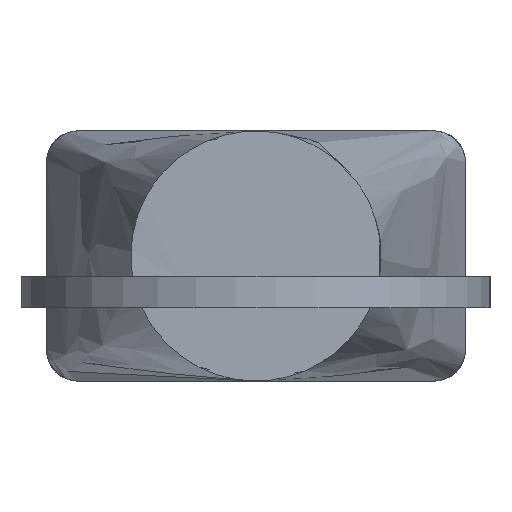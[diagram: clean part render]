
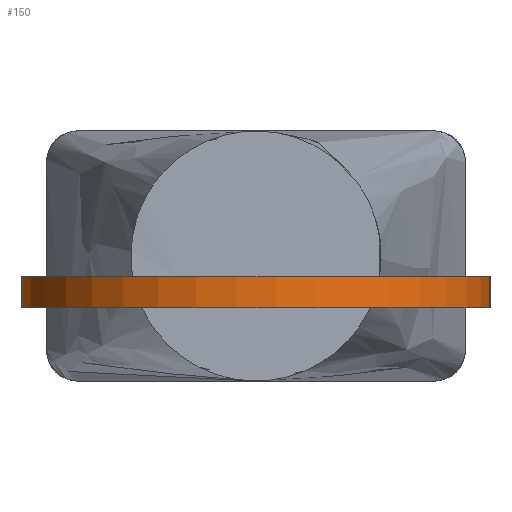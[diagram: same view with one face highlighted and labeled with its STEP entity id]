
A CAD part, left-side view. The second image highlights one B-rep face of the part: STEP entity #150.
In plain terms, the highlighted cylindrical face has radius 3.75 mm (diameter 7.5 mm), a partial arc.
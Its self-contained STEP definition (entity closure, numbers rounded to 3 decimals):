
#150 = ADVANCED_FACE( '', ( #308 ), #309, .T. );
#308 = FACE_OUTER_BOUND( '', #839, .T. );
#309 = CYLINDRICAL_SURFACE( '', #840, 3.75 );
#839 = EDGE_LOOP( '', ( #1251, #1252, #1253, #1254 ) );
#840 = AXIS2_PLACEMENT_3D( '', #1255, #1256, #1257 );
#1251 = ORIENTED_EDGE( '', *, *, #1346, .F. );
#1252 = ORIENTED_EDGE( '', *, *, #1426, .T. );
#1253 = ORIENTED_EDGE( '', *, *, #1389, .T. );
#1254 = ORIENTED_EDGE( '', *, *, #1405, .F. );
#1255 = CARTESIAN_POINT( '', ( -50., 0., 0.5 ) );
#1256 = DIRECTION( '', ( 0., 0., 1. ) );
#1257 = DIRECTION( '', ( -1., 0., 0. ) );
#1346 = EDGE_CURVE( '', #1578, #1576, #1580, .T. );
#1389 = EDGE_CURVE( '', #1649, #1647, #1650, .T. );
#1405 = EDGE_CURVE( '', #1576, #1647, #1670, .T. );
#1426 = EDGE_CURVE( '', #1578, #1649, #1696, .T. );
#1576 = VERTEX_POINT( '', #2028 );
#1578 = VERTEX_POINT( '', #2030 );
#1580 = LINE( '', #2032, #2033 );
#1647 = VERTEX_POINT( '', #2156 );
#1649 = VERTEX_POINT( '', #2158 );
#1650 = LINE( '', #2159, #2160 );
#1670 = CIRCLE( '', #2213, 3.75 );
#1696 = CIRCLE( '', #2270, 3.75 );
#2028 = CARTESIAN_POINT( '', ( -47., -2.25, 0. ) );
#2030 = CARTESIAN_POINT( '', ( -47., -2.25, 0.5 ) );
#2032 = CARTESIAN_POINT( '', ( -47., -2.25, 0.5 ) );
#2033 = VECTOR( '', #2352, 1000. );
#2156 = CARTESIAN_POINT( '', ( -47., 2.25, 0. ) );
#2158 = CARTESIAN_POINT( '', ( -47., 2.25, 0.5 ) );
#2159 = CARTESIAN_POINT( '', ( -47., 2.25, 0.5 ) );
#2160 = VECTOR( '', #2383, 1000. );
#2213 = AXIS2_PLACEMENT_3D( '', #2387, #2388, #2389 );
#2270 = AXIS2_PLACEMENT_3D( '', #2396, #2397, #2398 );
#2352 = DIRECTION( '', ( 0., 0., -1. ) );
#2383 = DIRECTION( '', ( 0., 0., -1. ) );
#2387 = CARTESIAN_POINT( '', ( -50., 0., 0. ) );
#2388 = DIRECTION( '', ( 0., 0., -1. ) );
#2389 = DIRECTION( '', ( 1., 0., 0. ) );
#2396 = CARTESIAN_POINT( '', ( -50., 0., 0.5 ) );
#2397 = DIRECTION( '', ( 0., 0., -1. ) );
#2398 = DIRECTION( '', ( 1., 0., 0. ) );
